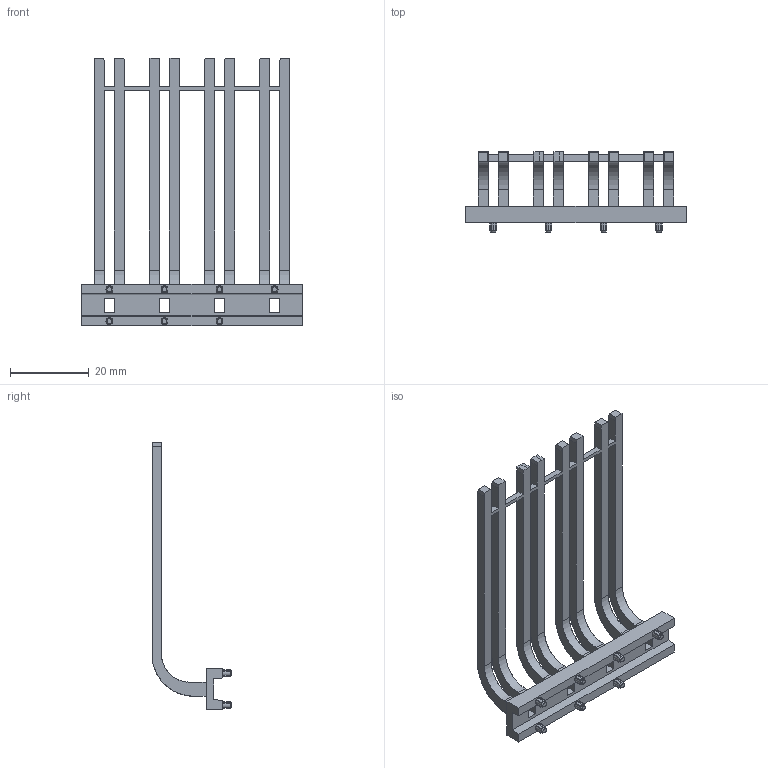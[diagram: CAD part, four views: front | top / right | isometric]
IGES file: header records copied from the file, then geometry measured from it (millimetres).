
Start section: SolidWorks IGES file using analytic representation for surfaces
Global section: file name: STEP;7512A5-4-A.IGS; native system: SolidWorks 2014; preprocessor: SolidWorks 2014; author: MVanCourt; date: 160629.140250; units: inch
Bounding box: 55.88 x 20.27 x 67.92 mm (x, y, z)
Surface area: 7969.9 mm2 (no closed solid volume)
Topology: 0 solids, 0 shells, 246 faces, 1835 edges, 1835 vertices
Faces by surface type: bspline 181, revolution 65
